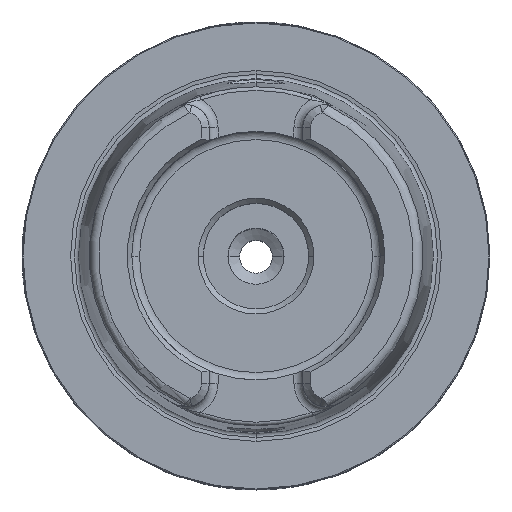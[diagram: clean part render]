
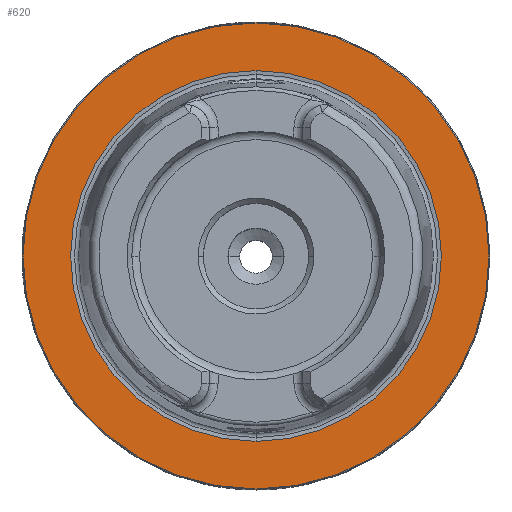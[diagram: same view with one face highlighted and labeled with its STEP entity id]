
A CAD part, top view. The second image highlights one B-rep face of the part: STEP entity #620.
In plain terms, the highlighted planar face has unit normal (0, 0, 1).
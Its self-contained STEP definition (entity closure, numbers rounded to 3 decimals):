
#41 = DIRECTION ( 'NONE',  ( 0., 0., -1. ) ) ;
#121 = DIRECTION ( 'NONE',  ( 0., 1., 0. ) ) ;
#174 = PLANE ( 'NONE',  #6066 ) ;
#208 = DIRECTION ( 'NONE',  ( 0., 0., 1. ) ) ;
#556 = ORIENTED_EDGE ( 'NONE', *, *, #2290, .T. ) ;
#620 = ADVANCED_FACE ( 'NONE', ( #703, #5440 ), #174, .T. ) ;
#703 = FACE_OUTER_BOUND ( 'NONE', #2583, .T. ) ;
#881 = DIRECTION ( 'NONE',  ( 0., -1., 0. ) ) ;
#1107 = EDGE_CURVE ( 'NONE', #7587, #3086, #6026, .T. ) ;
#2290 = EDGE_CURVE ( 'NONE', #10200, #5363, #8631, .T. ) ;
#2434 = ORIENTED_EDGE ( 'NONE', *, *, #9825, .T. ) ;
#2458 = CIRCLE ( 'NONE', #2708, 39.59 ) ;
#2583 = EDGE_LOOP ( 'NONE', ( #2434, #5947 ) ) ;
#2708 = AXIS2_PLACEMENT_3D ( 'NONE', #10396, #5425, #121 ) ;
#2761 = AXIS2_PLACEMENT_3D ( 'NONE', #8427, #3291, #9220 ) ;
#3086 = VERTEX_POINT ( 'NONE', #11132 ) ;
#3291 = DIRECTION ( 'NONE',  ( 0., 0., 1. ) ) ;
#4955 = CARTESIAN_POINT ( 'NONE',  ( 0., -39.59, 0. ) ) ;
#5315 = CARTESIAN_POINT ( 'NONE',  ( 0., 0., 0. ) ) ;
#5363 = VERTEX_POINT ( 'NONE', #4955 ) ;
#5425 = DIRECTION ( 'NONE',  ( 0., 0., -1. ) ) ;
#5440 = FACE_BOUND ( 'NONE', #5492, .T. ) ;
#5492 = EDGE_LOOP ( 'NONE', ( #6016, #556 ) ) ;
#5519 = CARTESIAN_POINT ( 'NONE',  ( 0., 49.965, 0. ) ) ;
#5540 = AXIS2_PLACEMENT_3D ( 'NONE', #5315, #41, #6235 ) ;
#5921 = AXIS2_PLACEMENT_3D ( 'NONE', #10329, #7069, #881 ) ;
#5947 = ORIENTED_EDGE ( 'NONE', *, *, #1107, .T. ) ;
#6016 = ORIENTED_EDGE ( 'NONE', *, *, #9907, .T. ) ;
#6026 = CIRCLE ( 'NONE', #5921, 49.765 ) ;
#6066 = AXIS2_PLACEMENT_3D ( 'NONE', #5519, #208, #6410 ) ;
#6235 = DIRECTION ( 'NONE',  ( 0., 1., 0. ) ) ;
#6410 = DIRECTION ( 'NONE',  ( 0., -1., 0. ) ) ;
#7069 = DIRECTION ( 'NONE',  ( 0., 0., 1. ) ) ;
#7587 = VERTEX_POINT ( 'NONE', #8628 ) ;
#8427 = CARTESIAN_POINT ( 'NONE',  ( 0., 0., 0. ) ) ;
#8628 = CARTESIAN_POINT ( 'NONE',  ( 0., 49.765, 0. ) ) ;
#8631 = CIRCLE ( 'NONE', #5540, 39.59 ) ;
#9220 = DIRECTION ( 'NONE',  ( 0., -1., 0. ) ) ;
#9523 = CARTESIAN_POINT ( 'NONE',  ( 0., 39.59, 0. ) ) ;
#9527 = CIRCLE ( 'NONE', #2761, 49.765 ) ;
#9825 = EDGE_CURVE ( 'NONE', #3086, #7587, #9527, .T. ) ;
#9907 = EDGE_CURVE ( 'NONE', #5363, #10200, #2458, .T. ) ;
#10200 = VERTEX_POINT ( 'NONE', #9523 ) ;
#10329 = CARTESIAN_POINT ( 'NONE',  ( 0., 0., 0. ) ) ;
#10396 = CARTESIAN_POINT ( 'NONE',  ( 0., 0., 0. ) ) ;
#11132 = CARTESIAN_POINT ( 'NONE',  ( 0., -49.765, 0. ) ) ;
